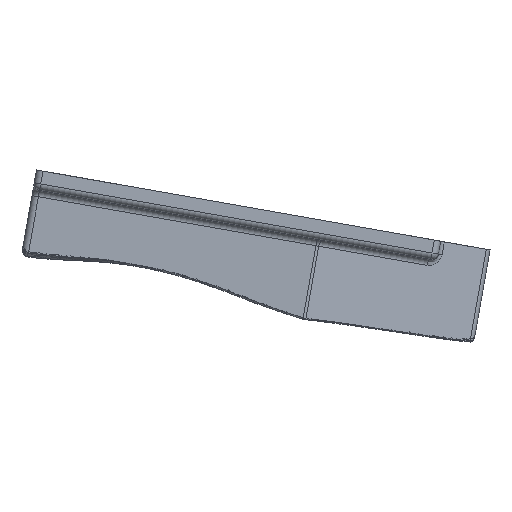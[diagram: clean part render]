
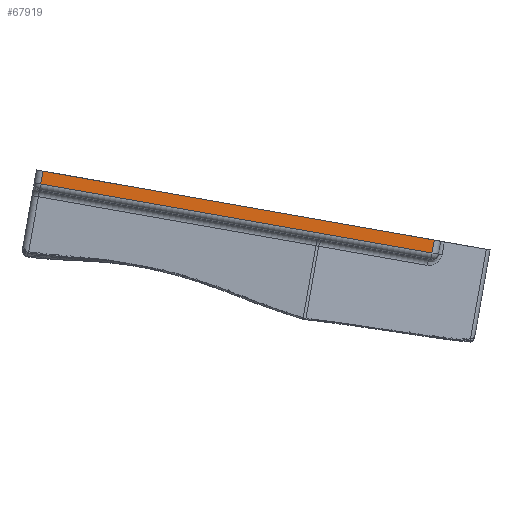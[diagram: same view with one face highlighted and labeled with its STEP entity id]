
A CAD part, front view. The second image highlights one B-rep face of the part: STEP entity #67919.
In plain terms, the highlighted planar face has unit normal (0, -1, 0).
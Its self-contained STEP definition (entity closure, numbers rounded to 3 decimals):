
#5400=PLANE('',#73730);
#10800=FACE_OUTER_BOUND('',#16224,.T.);
#16224=EDGE_LOOP('',(#62478,#62479,#62480,#62481));
#16848=LINE('',#94691,#25122);
#17131=LINE('',#95372,#25405);
#17135=LINE('',#95396,#25409);
#17140=LINE('',#95437,#25414);
#25122=VECTOR('',#74809,10.);
#25405=VECTOR('',#75252,10.);
#25409=VECTOR('',#75282,10.);
#25414=VECTOR('',#75305,10.);
#33585=VERTEX_POINT('',#94688);
#33586=VERTEX_POINT('',#94690);
#33878=VERTEX_POINT('',#95366);
#33884=VERTEX_POINT('',#95388);
#36994=EDGE_CURVE('',#33585,#33586,#16848,.T.);
#37324=EDGE_CURVE('',#33878,#33585,#17131,.T.);
#37336=EDGE_CURVE('',#33884,#33878,#17135,.T.);
#37345=EDGE_CURVE('',#33586,#33884,#17140,.T.);
#62478=ORIENTED_EDGE('',*,*,#37345,.F.);
#62479=ORIENTED_EDGE('',*,*,#36994,.F.);
#62480=ORIENTED_EDGE('',*,*,#37324,.F.);
#62481=ORIENTED_EDGE('',*,*,#37336,.F.);
#67919=ADVANCED_FACE('',(#10800),#5400,.F.);
#73730=AXIS2_PLACEMENT_3D('',#111069,#93599,#93600);
#74809=DIRECTION('',(0.985,0.,-0.174));
#75252=DIRECTION('',(0.174,0.,0.985));
#75282=DIRECTION('',(-0.985,0.,0.174));
#75305=DIRECTION('',(-0.174,0.,-0.985));
#93599=DIRECTION('center_axis',(0.,1.,0.));
#93600=DIRECTION('ref_axis',(0.,0.,1.));
#94688=CARTESIAN_POINT('',(-72.165,-13.699,135.731));
#94690=CARTESIAN_POINT('',(47.982,-13.699,114.546));
#94691=CARTESIAN_POINT('',(24.459,-13.699,118.693));
#95366=CARTESIAN_POINT('',(-72.86,-13.699,131.792));
#95372=CARTESIAN_POINT('',(-72.686,-13.699,132.776));
#95388=CARTESIAN_POINT('',(47.287,-13.699,110.607));
#95396=CARTESIAN_POINT('',(-25.121,-13.699,123.374));
#95437=CARTESIAN_POINT('',(46.94,-13.699,108.637));
#111069=CARTESIAN_POINT('Origin',(-1.756,-13.699,117.223));
